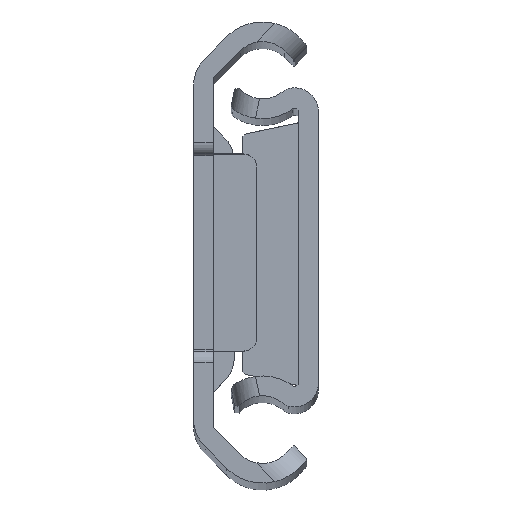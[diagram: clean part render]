
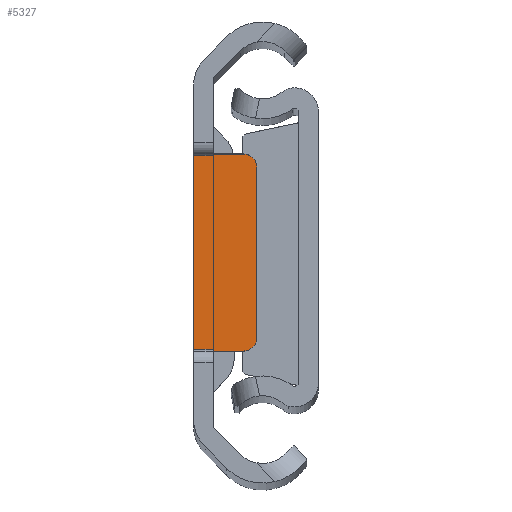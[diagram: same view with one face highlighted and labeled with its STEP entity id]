
A CAD part, top view. The second image highlights one B-rep face of the part: STEP entity #5327.
In plain terms, the highlighted planar face has unit normal (0, 0, 1).
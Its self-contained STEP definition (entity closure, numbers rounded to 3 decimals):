
#61 = AXIS2_PLACEMENT_3D ( 'NONE', #3263, #5264, #4951 ) ;
#92 = CARTESIAN_POINT ( 'NONE',  ( 3.3, -6.5, -2.2 ) ) ;
#225 = AXIS2_PLACEMENT_3D ( 'NONE', #799, #300, #2867 ) ;
#253 = LINE ( 'NONE', #2829, #5242 ) ;
#300 = DIRECTION ( 'NONE',  ( 0., 0., 1. ) ) ;
#401 = CIRCLE ( 'NONE', #225, 1. ) ;
#429 = DIRECTION ( 'NONE',  ( 1., 0., 0. ) ) ;
#494 = ORIENTED_EDGE ( 'NONE', *, *, #3213, .F. ) ;
#569 = ORIENTED_EDGE ( 'NONE', *, *, #3169, .F. ) ;
#799 = CARTESIAN_POINT ( 'NONE',  ( 2.3, -6.5, -2.2 ) ) ;
#916 = DIRECTION ( 'NONE',  ( 1., 0., 0. ) ) ;
#931 = VERTEX_POINT ( 'NONE', #92 ) ;
#933 = CARTESIAN_POINT ( 'NONE',  ( 3.3, 6.5, -2.2 ) ) ;
#992 = EDGE_CURVE ( 'NONE', #4880, #2936, #2606, .T. ) ;
#1224 = DIRECTION ( 'NONE',  ( 0., 0., -1. ) ) ;
#1230 = CIRCLE ( 'NONE', #61, 1. ) ;
#1232 = VERTEX_POINT ( 'NONE', #3896 ) ;
#1400 = DIRECTION ( 'NONE',  ( 0., -1., 0. ) ) ;
#1423 = CARTESIAN_POINT ( 'NONE',  ( 0., 7.5, -2.2 ) ) ;
#1452 = VERTEX_POINT ( 'NONE', #1896 ) ;
#1470 = EDGE_CURVE ( 'NONE', #1232, #4568, #2675, .T. ) ;
#1553 = ORIENTED_EDGE ( 'NONE', *, *, #2869, .T. ) ;
#1804 = LINE ( 'NONE', #5164, #5303 ) ;
#1896 = CARTESIAN_POINT ( 'NONE',  ( -1.5, 7.5, -2.2 ) ) ;
#1953 = PLANE ( 'NONE',  #4369 ) ;
#2165 = VECTOR ( 'NONE', #4098, 1000. ) ;
#2238 = DIRECTION ( 'NONE',  ( -1., 0., 0. ) ) ;
#2374 = FACE_OUTER_BOUND ( 'NONE', #2618, .T. ) ;
#2418 = CARTESIAN_POINT ( 'NONE',  ( -1.5, 7.5, -2.2 ) ) ;
#2464 = DIRECTION ( 'NONE',  ( 0., 1., 0. ) ) ;
#2606 = LINE ( 'NONE', #4218, #5416 ) ;
#2610 = VECTOR ( 'NONE', #916, 1000. ) ;
#2618 = EDGE_LOOP ( 'NONE', ( #4111, #1553, #2985, #494, #3334, #4694, #569, #4007 ) ) ;
#2675 = LINE ( 'NONE', #4358, #3298 ) ;
#2787 = CARTESIAN_POINT ( 'NONE',  ( -1.5, 7.5, -2.2 ) ) ;
#2829 = CARTESIAN_POINT ( 'NONE',  ( 3.3, -7.5, -2.2 ) ) ;
#2867 = DIRECTION ( 'NONE',  ( 0., 1., 0. ) ) ;
#2869 = EDGE_CURVE ( 'NONE', #3730, #1232, #1230, .T. ) ;
#2936 = VERTEX_POINT ( 'NONE', #4123 ) ;
#2985 = ORIENTED_EDGE ( 'NONE', *, *, #1470, .T. ) ;
#3028 = CARTESIAN_POINT ( 'NONE',  ( -1.5, -7.5, -2.2 ) ) ;
#3071 = EDGE_CURVE ( 'NONE', #4880, #1452, #5296, .T. ) ;
#3169 = EDGE_CURVE ( 'NONE', #4669, #2936, #253, .T. ) ;
#3213 = EDGE_CURVE ( 'NONE', #1452, #4568, #4255, .T. ) ;
#3263 = CARTESIAN_POINT ( 'NONE',  ( 2.3, 6.5, -2.2 ) ) ;
#3298 = VECTOR ( 'NONE', #3951, 1000. ) ;
#3334 = ORIENTED_EDGE ( 'NONE', *, *, #3071, .F. ) ;
#3730 = VERTEX_POINT ( 'NONE', #933 ) ;
#3896 = CARTESIAN_POINT ( 'NONE',  ( 2.3, 7.5, -2.2 ) ) ;
#3951 = DIRECTION ( 'NONE',  ( -1., 0., 0. ) ) ;
#4007 = ORIENTED_EDGE ( 'NONE', *, *, #5332, .T. ) ;
#4009 = CARTESIAN_POINT ( 'NONE',  ( 2.3, -7.5, -2.2 ) ) ;
#4098 = DIRECTION ( 'NONE',  ( 0., 1., 0. ) ) ;
#4108 = EDGE_CURVE ( 'NONE', #3730, #931, #1804, .T. ) ;
#4111 = ORIENTED_EDGE ( 'NONE', *, *, #4108, .F. ) ;
#4123 = CARTESIAN_POINT ( 'NONE',  ( 0., -7.5, -2.2 ) ) ;
#4218 = CARTESIAN_POINT ( 'NONE',  ( -1.5, -7.5, -2.2 ) ) ;
#4255 = LINE ( 'NONE', #5203, #2610 ) ;
#4358 = CARTESIAN_POINT ( 'NONE',  ( 3.3, 7.5, -2.2 ) ) ;
#4369 = AXIS2_PLACEMENT_3D ( 'NONE', #2787, #1224, #2464 ) ;
#4568 = VERTEX_POINT ( 'NONE', #1423 ) ;
#4669 = VERTEX_POINT ( 'NONE', #4009 ) ;
#4694 = ORIENTED_EDGE ( 'NONE', *, *, #992, .T. ) ;
#4880 = VERTEX_POINT ( 'NONE', #3028 ) ;
#4951 = DIRECTION ( 'NONE',  ( 0., 1., 0. ) ) ;
#5164 = CARTESIAN_POINT ( 'NONE',  ( 3.3, -7.5, -2.2 ) ) ;
#5203 = CARTESIAN_POINT ( 'NONE',  ( -1.5, 7.5, -2.2 ) ) ;
#5242 = VECTOR ( 'NONE', #2238, 1000. ) ;
#5264 = DIRECTION ( 'NONE',  ( 0., 0., 1. ) ) ;
#5296 = LINE ( 'NONE', #2418, #2165 ) ;
#5303 = VECTOR ( 'NONE', #1400, 1000. ) ;
#5327 = ADVANCED_FACE ( 'NONE', ( #2374 ), #1953, .F. ) ;
#5332 = EDGE_CURVE ( 'NONE', #4669, #931, #401, .T. ) ;
#5416 = VECTOR ( 'NONE', #429, 1000. ) ;
